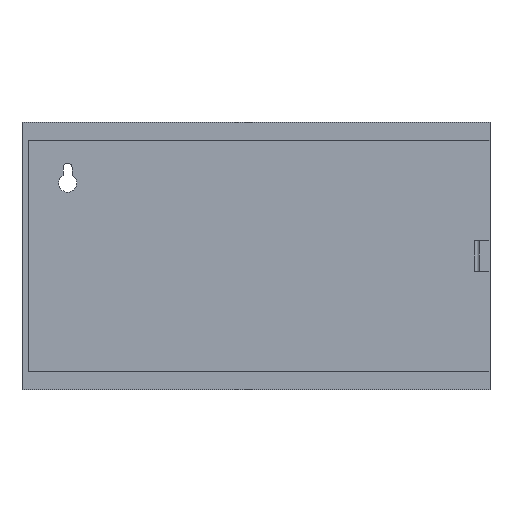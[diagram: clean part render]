
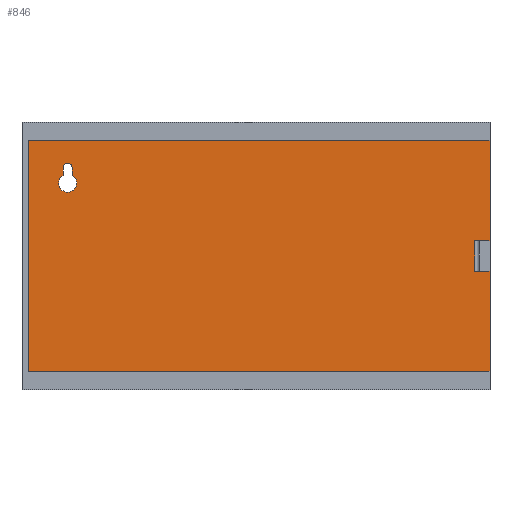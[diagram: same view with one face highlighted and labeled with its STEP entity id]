
A CAD part, top view. The second image highlights one B-rep face of the part: STEP entity #846.
In plain terms, the highlighted planar face has unit normal (0, 0, 1).
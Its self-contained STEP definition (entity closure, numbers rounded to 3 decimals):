
#40=PLANE('',#895);
#68=VECTOR('',#954,1.);
#72=VECTOR('',#965,1.);
#77=VECTOR('',#977,1.);
#84=VECTOR('',#986,1.);
#85=VECTOR('',#988,1.);
#86=VECTOR('',#990,1.);
#87=VECTOR('',#991,1.);
#88=VECTOR('',#992,1.);
#89=VECTOR('',#993,1.);
#168=LINE('',#1153,#68);
#172=LINE('',#1165,#72);
#177=LINE('',#1179,#77);
#184=LINE('',#1193,#84);
#185=LINE('',#1195,#85);
#186=LINE('',#1197,#86);
#187=LINE('',#1199,#87);
#188=LINE('',#1201,#88);
#189=LINE('',#1203,#89);
#266=VERTEX_POINT('',#1145);
#267=VERTEX_POINT('',#1146);
#270=VERTEX_POINT('',#1154);
#272=VERTEX_POINT('',#1160);
#278=VERTEX_POINT('',#1178);
#279=VERTEX_POINT('',#1180);
#282=VERTEX_POINT('',#1190);
#283=VERTEX_POINT('',#1192);
#284=VERTEX_POINT('',#1198);
#285=VERTEX_POINT('',#1200);
#286=VERTEX_POINT('',#1202);
#287=VERTEX_POINT('',#1204);
#348=CIRCLE('',#881,3.);
#350=CIRCLE('',#885,1.5);
#370=EDGE_CURVE('',#266,#267,#348,.T.);
#374=EDGE_CURVE('',#267,#270,#168,.T.);
#377=EDGE_CURVE('',#270,#272,#350,.T.);
#380=EDGE_CURVE('',#272,#266,#172,.T.);
#387=EDGE_CURVE('',#279,#278,#177,.T.);
#394=EDGE_CURVE('',#282,#283,#184,.T.);
#395=EDGE_CURVE('',#278,#282,#185,.T.);
#396=EDGE_CURVE('',#283,#284,#186,.T.);
#397=EDGE_CURVE('',#285,#284,#187,.T.);
#398=EDGE_CURVE('',#285,#286,#188,.T.);
#399=EDGE_CURVE('',#286,#287,#189,.T.);
#400=EDGE_CURVE('',#287,#279,#186,.T.);
#531=ORIENTED_EDGE('',*,*,#377,.T.);
#532=ORIENTED_EDGE('',*,*,#380,.T.);
#533=ORIENTED_EDGE('',*,*,#370,.T.);
#534=ORIENTED_EDGE('',*,*,#374,.T.);
#535=ORIENTED_EDGE('',*,*,#387,.T.);
#536=ORIENTED_EDGE('',*,*,#395,.T.);
#537=ORIENTED_EDGE('',*,*,#394,.T.);
#538=ORIENTED_EDGE('',*,*,#396,.T.);
#539=ORIENTED_EDGE('',*,*,#397,.F.);
#540=ORIENTED_EDGE('',*,*,#398,.T.);
#541=ORIENTED_EDGE('',*,*,#399,.T.);
#542=ORIENTED_EDGE('',*,*,#400,.T.);
#748=EDGE_LOOP('',(#531,#532,#533,#534));
#749=EDGE_LOOP('',(#535,#536,#537,#538,#539,#540,#541,#542));
#797=FACE_BOUND('',#748,.T.);
#798=FACE_BOUND('',#749,.T.);
#846=ADVANCED_FACE('',(#797,#798),#40,.T.);
#881=AXIS2_PLACEMENT_3D('',#1144,#947,#948);
#885=AXIS2_PLACEMENT_3D('',#1159,#959,#960);
#895=AXIS2_PLACEMENT_3D('',#1196,#989,$);
#947=DIRECTION('',(0.,0.,-1.));
#948=DIRECTION('',(3.,0.,0.));
#954=DIRECTION('',(0.,1.,0.));
#959=DIRECTION('',(0.,0.,-1.));
#960=DIRECTION('',(1.5,0.,0.));
#965=DIRECTION('',(0.,-1.,0.));
#977=DIRECTION('',(-1.,0.,0.));
#986=DIRECTION('',(1.,0.,0.));
#988=DIRECTION('',(0.,1.,0.));
#989=DIRECTION('',(0.,0.,1.));
#990=DIRECTION('',(0.,1.,0.));
#991=DIRECTION('',(1.,0.,0.));
#992=DIRECTION('',(0.,-1.,0.));
#993=DIRECTION('',(1.,0.,0.));
#1144=CARTESIAN_POINT('',(13.,24.,3.));
#1145=CARTESIAN_POINT('',(14.5,26.598,3.));
#1146=CARTESIAN_POINT('',(11.5,26.598,3.));
#1153=CARTESIAN_POINT('',(11.5,13.9,3.));
#1154=CARTESIAN_POINT('',(11.5,29.,3.));
#1159=CARTESIAN_POINT('',(13.,29.,3.));
#1160=CARTESIAN_POINT('',(14.5,29.,3.));
#1165=CARTESIAN_POINT('',(14.5,13.9,3.));
#1178=CARTESIAN_POINT('',(147.,-5.,3.));
#1179=CARTESIAN_POINT('',(76.,-5.,3.));
#1180=CARTESIAN_POINT('',(152.,-5.,3.));
#1190=CARTESIAN_POINT('',(147.,5.,3.));
#1192=CARTESIAN_POINT('',(152.,5.,3.));
#1193=CARTESIAN_POINT('',(76.,5.,3.));
#1195=CARTESIAN_POINT('',(147.,0.,3.));
#1196=CARTESIAN_POINT('',(0.,0.,3.));
#1197=CARTESIAN_POINT('',(152.,38.,3.));
#1198=CARTESIAN_POINT('',(152.,38.,3.));
#1199=CARTESIAN_POINT('',(0.,38.,3.));
#1200=CARTESIAN_POINT('',(0.,38.,3.));
#1201=CARTESIAN_POINT('',(0.,38.,3.));
#1202=CARTESIAN_POINT('',(0.,-38.,3.));
#1203=CARTESIAN_POINT('',(0.,-38.,3.));
#1204=CARTESIAN_POINT('',(152.,-38.,3.));
